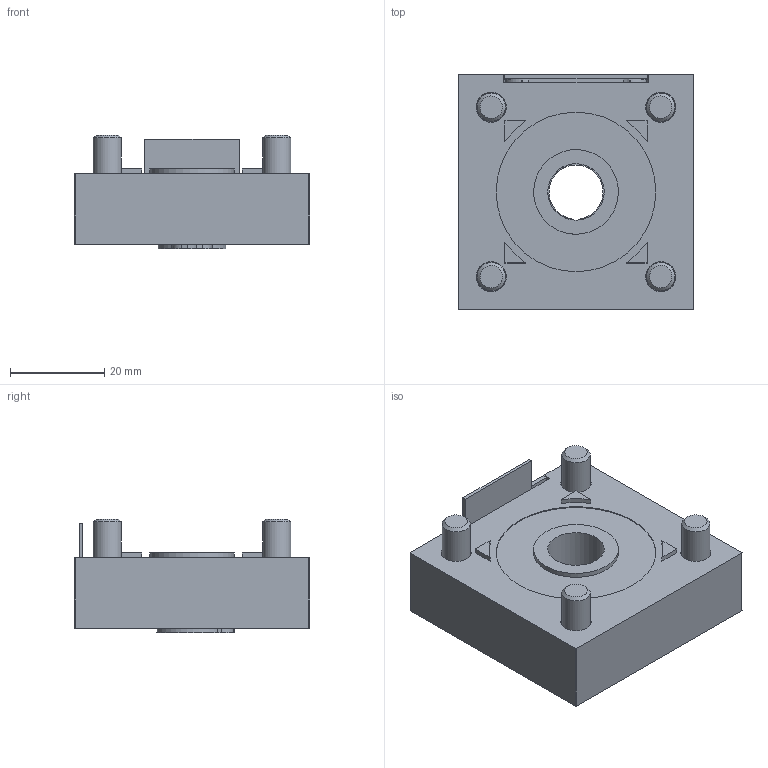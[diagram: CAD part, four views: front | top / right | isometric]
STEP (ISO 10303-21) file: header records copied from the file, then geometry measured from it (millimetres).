
FILE_DESCRIPTION(/* description */ ('Unknown'),/* implementation_level */ '2;1');
FILE_NAME(/* name */ 'A-0000125-Flanschlager50',/* time_stamp */ '2020-03-19T06:08:10+01:00',/* author */ ('Unknown'),/* organization */ ('Unknown'),/* preprocessor_version */ 'ST-DEVELOPER v16.7',/* originating_system */ 'Solid Edge',/* authorisation */ 'Unknown');
FILE_SCHEMA (('AUTOMOTIVE_DESIGN {1 0 10303 214 3 1 1}'));
Length unit declared in the file: millimetre
Products named in the file (1): A-0000125-Flanschlager50-Stirnseite-dy
Bounding box: 50 x 50 x 24.2 mm (x, y, z)
Volume: 33830.6 mm3; surface area: 15050.2 mm2
Topology: 1 solids, 1 shells, 345 faces, 864 edges, 554 vertices
Faces by surface type: plane 226, cylinder 62, cone 36, torus 14, bspline 7
Full cylindrical faces by diameter (mm): 1.7 x2, 3 x2, 3.2 x2, 5.5 x2, 5.8 x2, 6 x4, 6.4 x4, 10 x4, 11 x4, 12 x2, 17.3 x2, 18 x3, 30 x1, 33.9 x2
Entity records: 12649 total; most frequent: CARTESIAN_POINT 2209, DIRECTION 1652, ORIENTED_EDGE 1564, EDGE_CURVE 782, AXIS2_PLACEMENT_3D 577, VERTEX_POINT 538, LINE 498, VECTOR 498
